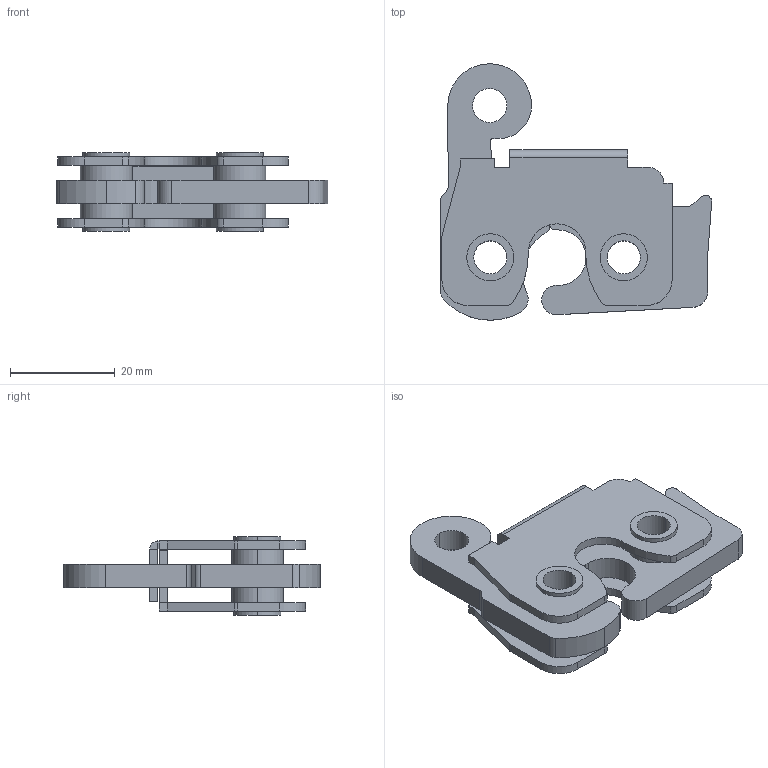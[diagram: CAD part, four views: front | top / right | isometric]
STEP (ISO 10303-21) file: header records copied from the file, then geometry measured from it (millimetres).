
FILE_DESCRIPTION (( 'STEP AP203' ), '1' );
FILE_NAME ('C-849.STEP', '2009-10-02T00:37:28', ( '10sw' ), ( 'タキゲン製造株式会社' ), 'SwSTEP 2.0', 'SolidWorks 2007', '' );
FILE_SCHEMA (( 'CONFIG_CONTROL_DESIGN' ));
Length unit declared in the file: millimetre
Products named in the file (6): C-849 shaft_蹬怮椔; C-849 housing_公開用; C-849 cover_公開用; C-849; C-849 lever_蹬怮椔; 906333 ロックプレート_公開用
Assembly tree (6 placements, depth 2):
  C-849
    C-849 cover_公開用
    906333 ロックプレート_公開用
    C-849 shaft_蹬怮椔  x2
    C-849 lever_蹬怮椔
    C-849 housing_公開用
Bounding box: 51.83 x 49 x 15 mm (x, y, z)
Volume: 9729.7 mm3; surface area: 10677.3 mm2
Topology: 6 solids, 6 shells, 158 faces, 398 edges, 260 vertices
Faces by surface type: cylinder 79, plane 79
Entity records: 4988 total; most frequent: DIRECTION 794, CARTESIAN_POINT 747, ORIENTED_EDGE 724, EDGE_CURVE 362, AXIS2_PLACEMENT_3D 283, VERTEX_POINT 236, VECTOR 228, LINE 228
